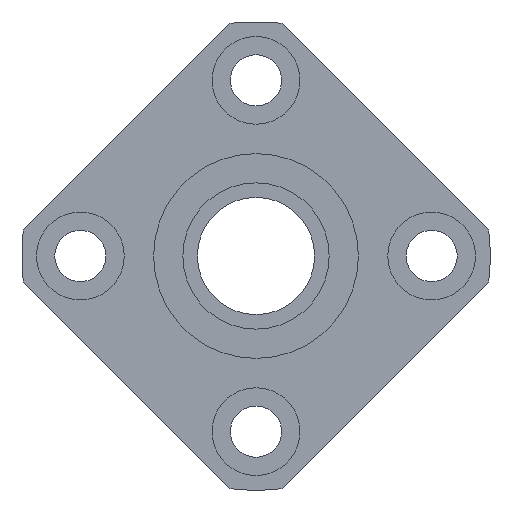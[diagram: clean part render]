
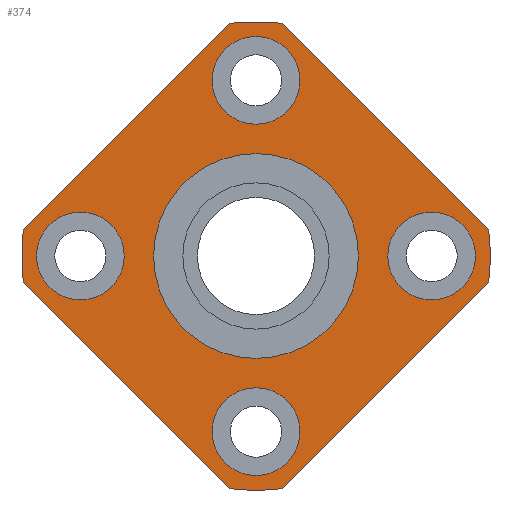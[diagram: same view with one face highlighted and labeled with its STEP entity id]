
A CAD part, left-side view. The second image highlights one B-rep face of the part: STEP entity #374.
In plain terms, the highlighted planar face has unit normal (-1, 0, 0).
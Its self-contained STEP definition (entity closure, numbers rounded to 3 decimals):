
#26 = ORIENTED_EDGE ( 'NONE', *, *, #950, .F. ) ;
#27 = ORIENTED_EDGE ( 'NONE', *, *, #931, .F. ) ;
#28 = ORIENTED_EDGE ( 'NONE', *, *, #930, .F. ) ;
#29 = ORIENTED_EDGE ( 'NONE', *, *, #961, .T. ) ;
#30 = ORIENTED_EDGE ( 'NONE', *, *, #946, .F. ) ;
#31 = ORIENTED_EDGE ( 'NONE', *, *, #877, .T. ) ;
#32 = ORIENTED_EDGE ( 'NONE', *, *, #957, .F. ) ;
#33 = ORIENTED_EDGE ( 'NONE', *, *, #959, .T. ) ;
#34 = ORIENTED_EDGE ( 'NONE', *, *, #949, .F. ) ;
#35 = ORIENTED_EDGE ( 'NONE', *, *, #966, .T. ) ;
#36 = ORIENTED_EDGE ( 'NONE', *, *, #972, .F. ) ;
#37 = ORIENTED_EDGE ( 'NONE', *, *, #973, .F. ) ;
#38 = ORIENTED_EDGE ( 'NONE', *, *, #964, .F. ) ;
#56 = FACE_BOUND ( 'NONE', #129, .T. ) ;
#57 = FACE_BOUND ( 'NONE', #118, .T. ) ;
#118 = EDGE_LOOP ( 'NONE', ( #37 ) ) ;
#120 = EDGE_LOOP ( 'NONE', ( #27 ) ) ;
#124 = EDGE_LOOP ( 'NONE', ( #26 ) ) ;
#126 = EDGE_LOOP ( 'NONE', ( #29, #30, #31, #32, #33, #34, #35, #36 ) ) ;
#129 = EDGE_LOOP ( 'NONE', ( #38 ) ) ;
#135 = EDGE_LOOP ( 'NONE', ( #28 ) ) ;
#190 = FACE_BOUND ( 'NONE', #124, .T. ) ;
#191 = FACE_BOUND ( 'NONE', #120, .T. ) ;
#192 = FACE_BOUND ( 'NONE', #135, .T. ) ;
#193 = FACE_OUTER_BOUND ( 'NONE', #126, .T. ) ;
#301 = LINE ( 'NONE', #679, #331 ) ;
#304 = CIRCLE ( 'NONE', #912, 16. ) ;
#310 = CIRCLE ( 'NONE', #856, 7. ) ;
#311 = CIRCLE ( 'NONE', #857, 3. ) ;
#318 = LINE ( 'NONE', #699, #340 ) ;
#323 = LINE ( 'NONE', #670, #327 ) ;
#327 = VECTOR ( 'NONE', #671, 1000. ) ;
#331 = VECTOR ( 'NONE', #680, 1000. ) ;
#335 = CIRCLE ( 'NONE', #830, 3. ) ;
#340 = VECTOR ( 'NONE', #700, 1000. ) ;
#343 = CIRCLE ( 'NONE', #841, 16. ) ;
#347 = CIRCLE ( 'NONE', #832, 16. ) ;
#352 = CIRCLE ( 'NONE', #843, 3. ) ;
#355 = CIRCLE ( 'NONE', #846, 16. ) ;
#360 = LINE ( 'NONE', #735, #361 ) ;
#361 = VECTOR ( 'NONE', #736, 1000. ) ;
#364 = CIRCLE ( 'NONE', #838, 3. ) ;
#374 = ADVANCED_FACE ( 'NONE', ( #190, #191, #192, #193, #57, #56 ), #409, .F. ) ;
#407 = CARTESIAN_POINT ( 'NONE',  ( 0., 16., 0. ) ) ;
#409 = PLANE ( 'NONE',  #863 ) ;
#412 = VERTEX_POINT ( 'NONE', #595 ) ;
#414 = VERTEX_POINT ( 'NONE', #597 ) ;
#417 = VERTEX_POINT ( 'NONE', #600 ) ;
#421 = VERTEX_POINT ( 'NONE', #603 ) ;
#422 = VERTEX_POINT ( 'NONE', #604 ) ;
#423 = VERTEX_POINT ( 'NONE', #605 ) ;
#424 = VERTEX_POINT ( 'NONE', #606 ) ;
#425 = VERTEX_POINT ( 'NONE', #607 ) ;
#435 = DIRECTION ( 'NONE',  ( 1., 0., 0. ) ) ;
#436 = DIRECTION ( 'NONE',  ( 0., 0., -1. ) ) ;
#595 = CARTESIAN_POINT ( 'NONE',  ( 0., 15.901, 1.777 ) ) ;
#597 = CARTESIAN_POINT ( 'NONE',  ( 0., 1.777, 15.901 ) ) ;
#600 = CARTESIAN_POINT ( 'NONE',  ( 0., 15.901, -1.777 ) ) ;
#603 = CARTESIAN_POINT ( 'NONE',  ( 0., -15.901, -1.777 ) ) ;
#604 = CARTESIAN_POINT ( 'NONE',  ( 0., -1.777, 15.901 ) ) ;
#605 = CARTESIAN_POINT ( 'NONE',  ( 0., -1.777, -15.901 ) ) ;
#606 = CARTESIAN_POINT ( 'NONE',  ( 0., 1.777, -15.901 ) ) ;
#607 = CARTESIAN_POINT ( 'NONE',  ( 0., -15.901, 1.777 ) ) ;
#609 = CARTESIAN_POINT ( 'NONE',  ( 0., 0., 0. ) ) ;
#614 = DIRECTION ( 'NONE',  ( -1., 0., 0. ) ) ;
#615 = DIRECTION ( 'NONE',  ( 0., 0., 1. ) ) ;
#626 = CARTESIAN_POINT ( 'NONE',  ( 0., 0., 0. ) ) ;
#629 = CARTESIAN_POINT ( 'NONE',  ( 0., 12., 0. ) ) ;
#633 = DIRECTION ( 'NONE',  ( -1., 0., 0. ) ) ;
#634 = DIRECTION ( 'NONE',  ( 0., 0., 1. ) ) ;
#636 = DIRECTION ( 'NONE',  ( -1., 0., 0. ) ) ;
#637 = DIRECTION ( 'NONE',  ( 0., 0., 1. ) ) ;
#670 = CARTESIAN_POINT ( 'NONE',  ( 0., 0., -17.678 ) ) ;
#671 = DIRECTION ( 'NONE',  ( 0., 0.707, 0.707 ) ) ;
#673 = CARTESIAN_POINT ( 'NONE',  ( 0., -12., 0. ) ) ;
#679 = CARTESIAN_POINT ( 'NONE',  ( 0., 0., 17.678 ) ) ;
#680 = DIRECTION ( 'NONE',  ( 0., -0.707, -0.707 ) ) ;
#681 = DIRECTION ( 'NONE',  ( -1., 0., 0. ) ) ;
#682 = DIRECTION ( 'NONE',  ( 0., 0., -1. ) ) ;
#698 = CARTESIAN_POINT ( 'NONE',  ( 0., 0., 0. ) ) ;
#699 = CARTESIAN_POINT ( 'NONE',  ( 0., -17.678, 0. ) ) ;
#700 = DIRECTION ( 'NONE',  ( 0., 0.707, -0.707 ) ) ;
#704 = CARTESIAN_POINT ( 'NONE',  ( 0., 0., 0. ) ) ;
#705 = DIRECTION ( 'NONE',  ( -1., 0., 0. ) ) ;
#706 = DIRECTION ( 'NONE',  ( 0., 0., 1. ) ) ;
#710 = CARTESIAN_POINT ( 'NONE',  ( 0., 0., 0. ) ) ;
#711 = DIRECTION ( 'NONE',  ( -1., 0., 0. ) ) ;
#712 = DIRECTION ( 'NONE',  ( 0., 0., 1. ) ) ;
#718 = CARTESIAN_POINT ( 'NONE',  ( 0., 0., -12. ) ) ;
#719 = DIRECTION ( 'NONE',  ( -1., 0., 0. ) ) ;
#720 = DIRECTION ( 'NONE',  ( 0., 1., 0. ) ) ;
#724 = DIRECTION ( 'NONE',  ( -1., 0., 0. ) ) ;
#725 = DIRECTION ( 'NONE',  ( 0., 0., 1. ) ) ;
#735 = CARTESIAN_POINT ( 'NONE',  ( 0., 17.678, 0. ) ) ;
#736 = DIRECTION ( 'NONE',  ( 0., -0.707, 0.707 ) ) ;
#737 = CARTESIAN_POINT ( 'NONE',  ( 0., 0., 12. ) ) ;
#739 = DIRECTION ( 'NONE',  ( -1., 0., 0. ) ) ;
#740 = DIRECTION ( 'NONE',  ( 0., -1., 0. ) ) ;
#762 = VERTEX_POINT ( 'NONE', #763 ) ;
#763 = CARTESIAN_POINT ( 'NONE',  ( 0., 0., 7. ) ) ;
#764 = VERTEX_POINT ( 'NONE', #765 ) ;
#765 = CARTESIAN_POINT ( 'NONE',  ( 0., 12., 3. ) ) ;
#784 = VERTEX_POINT ( 'NONE', #785 ) ;
#785 = CARTESIAN_POINT ( 'NONE',  ( 0., -12., -3. ) ) ;
#796 = VERTEX_POINT ( 'NONE', #797 ) ;
#797 = CARTESIAN_POINT ( 'NONE',  ( 0., 3., -12. ) ) ;
#802 = VERTEX_POINT ( 'NONE', #803 ) ;
#803 = CARTESIAN_POINT ( 'NONE',  ( 0., -3., 12. ) ) ;
#830 = AXIS2_PLACEMENT_3D ( 'NONE', #673, #681, #682 ) ;
#832 = AXIS2_PLACEMENT_3D ( 'NONE', #704, #711, #712 ) ;
#838 = AXIS2_PLACEMENT_3D ( 'NONE', #737, #739, #740 ) ;
#841 = AXIS2_PLACEMENT_3D ( 'NONE', #698, #705, #706 ) ;
#843 = AXIS2_PLACEMENT_3D ( 'NONE', #718, #719, #720 ) ;
#846 = AXIS2_PLACEMENT_3D ( 'NONE', #710, #724, #725 ) ;
#856 = AXIS2_PLACEMENT_3D ( 'NONE', #626, #633, #634 ) ;
#857 = AXIS2_PLACEMENT_3D ( 'NONE', #629, #636, #637 ) ;
#863 = AXIS2_PLACEMENT_3D ( 'NONE', #407, #435, #436 ) ;
#877 = EDGE_CURVE ( 'NONE', #424, #423, #304, .T. ) ;
#912 = AXIS2_PLACEMENT_3D ( 'NONE', #609, #614, #615 ) ;
#930 = EDGE_CURVE ( 'NONE', #762, #762, #310, .T. ) ;
#931 = EDGE_CURVE ( 'NONE', #764, #764, #311, .T. ) ;
#946 = EDGE_CURVE ( 'NONE', #424, #417, #323, .T. ) ;
#949 = EDGE_CURVE ( 'NONE', #422, #425, #301, .T. ) ;
#950 = EDGE_CURVE ( 'NONE', #784, #784, #335, .T. ) ;
#957 = EDGE_CURVE ( 'NONE', #421, #423, #318, .T. ) ;
#959 = EDGE_CURVE ( 'NONE', #421, #425, #343, .T. ) ;
#961 = EDGE_CURVE ( 'NONE', #412, #417, #347, .T. ) ;
#964 = EDGE_CURVE ( 'NONE', #796, #796, #352, .T. ) ;
#966 = EDGE_CURVE ( 'NONE', #422, #414, #355, .T. ) ;
#972 = EDGE_CURVE ( 'NONE', #412, #414, #360, .T. ) ;
#973 = EDGE_CURVE ( 'NONE', #802, #802, #364, .T. ) ;
